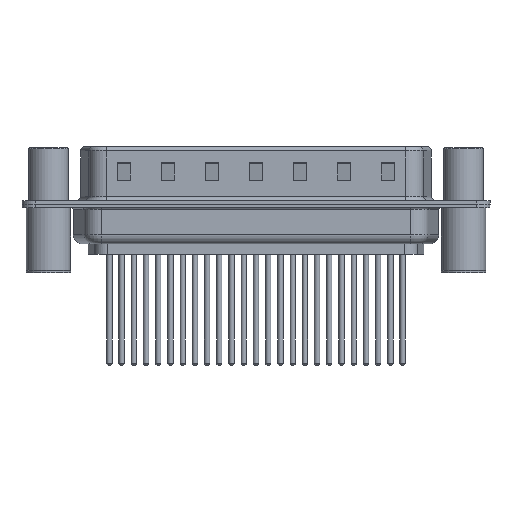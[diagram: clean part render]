
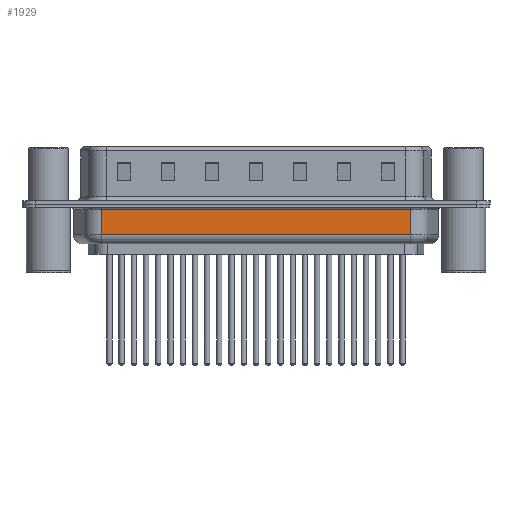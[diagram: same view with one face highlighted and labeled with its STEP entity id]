
A CAD part, front view. The second image highlights one B-rep face of the part: STEP entity #1929.
In plain terms, the highlighted planar face has unit normal (0, -1, 0).
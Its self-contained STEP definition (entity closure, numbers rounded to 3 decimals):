
#126 = DIRECTION ( 'NONE',  ( -1., 0., 0. ) ) ;
#307 = LINE ( 'NONE', #19405, #17055 ) ;
#759 = DIRECTION ( 'NONE',  ( 0., 1., 0. ) ) ;
#1929 = ADVANCED_FACE ( 'NONE', ( #20188 ), #18252, .F. ) ;
#2080 = VECTOR ( 'NONE', #17549, 1000. ) ;
#2247 = VERTEX_POINT ( 'NONE', #10902 ) ;
#2581 = DIRECTION ( 'NONE',  ( 1., 0., 0. ) ) ;
#3252 = AXIS2_PLACEMENT_3D ( 'NONE', #8059, #759, #14806 ) ;
#3748 = VERTEX_POINT ( 'NONE', #12254 ) ;
#3931 = LINE ( 'NONE', #10558, #2080 ) ;
#4630 = CARTESIAN_POINT ( 'NONE',  ( 6.006, -5.35, -3.5 ) ) ;
#5142 = ORIENTED_EDGE ( 'NONE', *, *, #5411, .T. ) ;
#5411 = EDGE_CURVE ( 'NONE', #15208, #3748, #3931, .T. ) ;
#6406 = CARTESIAN_POINT ( 'NONE',  ( 41.044, -5.35, -3.5 ) ) ;
#7766 = VECTOR ( 'NONE', #126, 1000. ) ;
#8059 = CARTESIAN_POINT ( 'NONE',  ( 6.006, -5.35, -4.5 ) ) ;
#8121 = EDGE_CURVE ( 'NONE', #16016, #2247, #307, .T. ) ;
#9152 = EDGE_CURVE ( 'NONE', #16016, #15208, #20410, .T. ) ;
#9577 = ORIENTED_EDGE ( 'NONE', *, *, #15850, .T. ) ;
#10134 = VECTOR ( 'NONE', #2581, 1000. ) ;
#10558 = CARTESIAN_POINT ( 'NONE',  ( 41.044, -5.35, -4.5 ) ) ;
#10630 = CARTESIAN_POINT ( 'NONE',  ( 6.006, -5.35, -0.65 ) ) ;
#10902 = CARTESIAN_POINT ( 'NONE',  ( 6.006, -5.35, -0.65 ) ) ;
#10959 = ORIENTED_EDGE ( 'NONE', *, *, #9152, .T. ) ;
#11488 = ORIENTED_EDGE ( 'NONE', *, *, #8121, .F. ) ;
#12254 = CARTESIAN_POINT ( 'NONE',  ( 41.044, -5.35, -0.65 ) ) ;
#13490 = EDGE_LOOP ( 'NONE', ( #11488, #10959, #5142, #9577 ) ) ;
#13803 = DIRECTION ( 'NONE',  ( 0., 0., 1. ) ) ;
#14806 = DIRECTION ( 'NONE',  ( 0., 0., 1. ) ) ;
#15208 = VERTEX_POINT ( 'NONE', #6406 ) ;
#15562 = LINE ( 'NONE', #10630, #7766 ) ;
#15850 = EDGE_CURVE ( 'NONE', #3748, #2247, #15562, .T. ) ;
#16016 = VERTEX_POINT ( 'NONE', #20944 ) ;
#17055 = VECTOR ( 'NONE', #13803, 1000. ) ;
#17549 = DIRECTION ( 'NONE',  ( 0., 0., 1. ) ) ;
#18252 = PLANE ( 'NONE',  #3252 ) ;
#19405 = CARTESIAN_POINT ( 'NONE',  ( 6.006, -5.35, -4.5 ) ) ;
#20188 = FACE_OUTER_BOUND ( 'NONE', #13490, .T. ) ;
#20410 = LINE ( 'NONE', #4630, #10134 ) ;
#20944 = CARTESIAN_POINT ( 'NONE',  ( 6.006, -5.35, -3.5 ) ) ;
